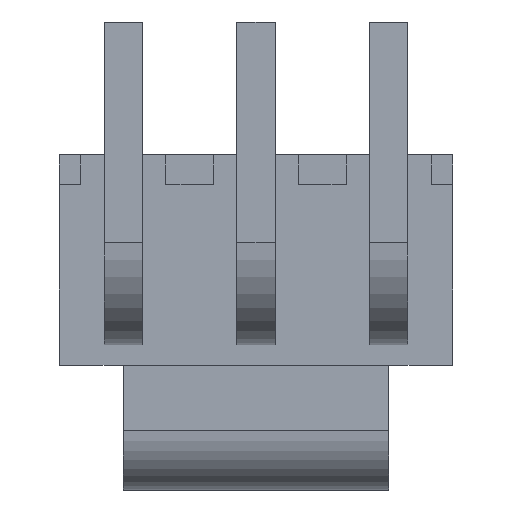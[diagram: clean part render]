
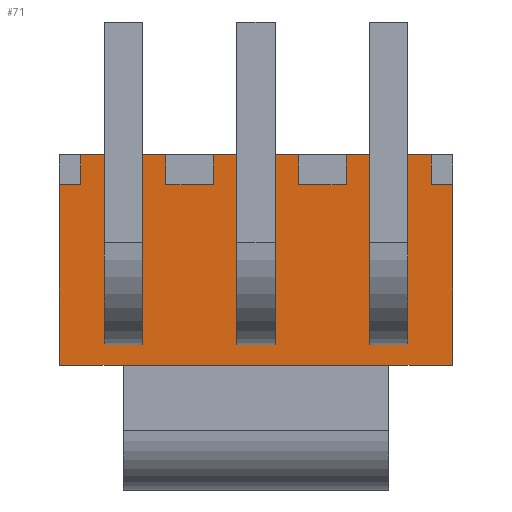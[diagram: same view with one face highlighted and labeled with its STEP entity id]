
A CAD part, front view. The second image highlights one B-rep face of the part: STEP entity #71.
In plain terms, the highlighted planar face has unit normal (0, -1, 0).
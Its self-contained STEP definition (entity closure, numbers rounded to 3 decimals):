
#71=ADVANCED_FACE('',(#162,#163,#164,#165),#166,.T.);
#162=FACE_OUTER_BOUND('',#340,.T.);
#163=FACE_BOUND('',#341,.T.);
#164=FACE_BOUND('',#342,.T.);
#165=FACE_BOUND('',#343,.T.);
#166=PLANE('',#344);
#340=EDGE_LOOP('',(#529,#530,#531,#532,#533,#534,#535,#536,#537,#538,#539,#540,#541,#542,#543,#544,#545,#546));
#341=EDGE_LOOP('',(#547,#548,#549,#550));
#342=EDGE_LOOP('',(#551,#552,#553,#554));
#343=EDGE_LOOP('',(#555,#556,#557,#558));
#344=AXIS2_PLACEMENT_3D('',#559,#560,#561);
#529=ORIENTED_EDGE('',*,*,#1223,.T.);
#530=ORIENTED_EDGE('',*,*,#1224,.F.);
#531=ORIENTED_EDGE('',*,*,#1225,.F.);
#532=ORIENTED_EDGE('',*,*,#1226,.F.);
#533=ORIENTED_EDGE('',*,*,#1227,.T.);
#534=ORIENTED_EDGE('',*,*,#1228,.T.);
#535=ORIENTED_EDGE('',*,*,#1229,.F.);
#536=ORIENTED_EDGE('',*,*,#1230,.F.);
#537=ORIENTED_EDGE('',*,*,#1231,.T.);
#538=ORIENTED_EDGE('',*,*,#1232,.T.);
#539=ORIENTED_EDGE('',*,*,#1233,.F.);
#540=ORIENTED_EDGE('',*,*,#1234,.F.);
#541=ORIENTED_EDGE('',*,*,#1235,.T.);
#542=ORIENTED_EDGE('',*,*,#1236,.T.);
#543=ORIENTED_EDGE('',*,*,#1237,.F.);
#544=ORIENTED_EDGE('',*,*,#1222,.T.);
#545=ORIENTED_EDGE('',*,*,#1238,.T.);
#546=ORIENTED_EDGE('',*,*,#1239,.T.);
#547=ORIENTED_EDGE('',*,*,#1240,.T.);
#548=ORIENTED_EDGE('',*,*,#1241,.T.);
#549=ORIENTED_EDGE('',*,*,#1242,.T.);
#550=ORIENTED_EDGE('',*,*,#1243,.F.);
#551=ORIENTED_EDGE('',*,*,#1244,.T.);
#552=ORIENTED_EDGE('',*,*,#1245,.T.);
#553=ORIENTED_EDGE('',*,*,#1246,.T.);
#554=ORIENTED_EDGE('',*,*,#1247,.F.);
#555=ORIENTED_EDGE('',*,*,#1248,.T.);
#556=ORIENTED_EDGE('',*,*,#1249,.T.);
#557=ORIENTED_EDGE('',*,*,#1250,.T.);
#558=ORIENTED_EDGE('',*,*,#1251,.F.);
#559=CARTESIAN_POINT('',(-5.867,-1.397,2.254));
#560=DIRECTION('',(0.0,-1.0,0.0));
#561=DIRECTION('',(0.0,0.0,-1.0));
#1222=EDGE_CURVE('',#1453,#1469,#1471,.T.);
#1223=EDGE_CURVE('',#1472,#1473,#1474,.T.);
#1224=EDGE_CURVE('',#1475,#1473,#1476,.T.);
#1225=EDGE_CURVE('',#1477,#1475,#1478,.T.);
#1226=EDGE_CURVE('',#1479,#1477,#1480,.T.);
#1227=EDGE_CURVE('',#1479,#1481,#1482,.T.);
#1228=EDGE_CURVE('',#1481,#1483,#1484,.T.);
#1229=EDGE_CURVE('',#1485,#1483,#1486,.T.);
#1230=EDGE_CURVE('',#1487,#1485,#1488,.T.);
#1231=EDGE_CURVE('',#1487,#1489,#1490,.T.);
#1232=EDGE_CURVE('',#1489,#1491,#1492,.T.);
#1233=EDGE_CURVE('',#1493,#1491,#1494,.T.);
#1234=EDGE_CURVE('',#1495,#1493,#1496,.T.);
#1235=EDGE_CURVE('',#1495,#1497,#1498,.T.);
#1236=EDGE_CURVE('',#1497,#1499,#1500,.T.);
#1237=EDGE_CURVE('',#1453,#1499,#1501,.T.);
#1238=EDGE_CURVE('',#1469,#1502,#1503,.T.);
#1239=EDGE_CURVE('',#1502,#1472,#1504,.T.);
#1240=EDGE_CURVE('',#1505,#1506,#1507,.T.);
#1241=EDGE_CURVE('',#1506,#1508,#1509,.T.);
#1242=EDGE_CURVE('',#1508,#1510,#1511,.T.);
#1243=EDGE_CURVE('',#1505,#1510,#1512,.T.);
#1244=EDGE_CURVE('',#1513,#1514,#1515,.T.);
#1245=EDGE_CURVE('',#1514,#1516,#1517,.T.);
#1246=EDGE_CURVE('',#1516,#1518,#1519,.T.);
#1247=EDGE_CURVE('',#1513,#1518,#1520,.T.);
#1248=EDGE_CURVE('',#1521,#1522,#1523,.T.);
#1249=EDGE_CURVE('',#1522,#1524,#1525,.T.);
#1250=EDGE_CURVE('',#1524,#1526,#1527,.T.);
#1251=EDGE_CURVE('',#1521,#1526,#1528,.T.);
#1453=VERTEX_POINT('',#1820);
#1469=VERTEX_POINT('',#1844);
#1471=LINE('',#1847,#1848);
#1472=VERTEX_POINT('',#1849);
#1473=VERTEX_POINT('',#1850);
#1474=LINE('',#1851,#1852);
#1475=VERTEX_POINT('',#1853);
#1476=LINE('',#1854,#1855);
#1477=VERTEX_POINT('',#1856);
#1478=LINE('',#1857,#1858);
#1479=VERTEX_POINT('',#1859);
#1480=LINE('',#1860,#1861);
#1481=VERTEX_POINT('',#1862);
#1482=LINE('',#1863,#1864);
#1483=VERTEX_POINT('',#1865);
#1484=LINE('',#1866,#1867);
#1485=VERTEX_POINT('',#1868);
#1486=LINE('',#1869,#1870);
#1487=VERTEX_POINT('',#1871);
#1488=LINE('',#1872,#1873);
#1489=VERTEX_POINT('',#1874);
#1490=LINE('',#1875,#1876);
#1491=VERTEX_POINT('',#1877);
#1492=LINE('',#1878,#1879);
#1493=VERTEX_POINT('',#1880);
#1494=LINE('',#1881,#1882);
#1495=VERTEX_POINT('',#1883);
#1496=LINE('',#1884,#1885);
#1497=VERTEX_POINT('',#1886);
#1498=LINE('',#1887,#1888);
#1499=VERTEX_POINT('',#1889);
#1500=LINE('',#1890,#1891);
#1501=LINE('',#1892,#1893);
#1502=VERTEX_POINT('',#1894);
#1503=LINE('',#1895,#1896);
#1504=LINE('',#1897,#1898);
#1505=VERTEX_POINT('',#1899);
#1506=VERTEX_POINT('',#1900);
#1507=LINE('',#1901,#1902);
#1508=VERTEX_POINT('',#1903);
#1509=LINE('',#1904,#1905);
#1510=VERTEX_POINT('',#1906);
#1511=LINE('',#1907,#1908);
#1512=LINE('',#1909,#1910);
#1513=VERTEX_POINT('',#1911);
#1514=VERTEX_POINT('',#1912);
#1515=LINE('',#1913,#1914);
#1516=VERTEX_POINT('',#1915);
#1517=LINE('',#1916,#1917);
#1518=VERTEX_POINT('',#1918);
#1519=LINE('',#1919,#1920);
#1520=LINE('',#1921,#1922);
#1521=VERTEX_POINT('',#1923);
#1522=VERTEX_POINT('',#1924);
#1523=LINE('',#1925,#1926);
#1524=VERTEX_POINT('',#1927);
#1525=LINE('',#1928,#1929);
#1526=VERTEX_POINT('',#1930);
#1527=LINE('',#1931,#1932);
#1528=LINE('',#1933,#1934);
#1820=CARTESIAN_POINT('',(-5.867,-1.397,2.254));
#1844=CARTESIAN_POINT('',(-5.867,-1.397,-3.143));
#1847=CARTESIAN_POINT('',(-5.867,-1.397,2.254));
#1848=VECTOR('',#2394,5.398);
#1849=CARTESIAN_POINT('',(3.962,-1.397,-3.143));
#1850=CARTESIAN_POINT('',(5.867,-1.397,-3.143));
#1851=CARTESIAN_POINT('',(3.962,-1.397,-3.143));
#1852=VECTOR('',#2395,1.905);
#1853=CARTESIAN_POINT('',(5.867,-1.397,2.254));
#1854=CARTESIAN_POINT('',(5.867,-1.397,2.254));
#1855=VECTOR('',#2396,5.398);
#1856=CARTESIAN_POINT('',(5.232,-1.397,2.254));
#1857=CARTESIAN_POINT('',(5.232,-1.397,2.254));
#1858=VECTOR('',#2397,0.635);
#1859=CARTESIAN_POINT('',(5.232,-1.397,3.143));
#1860=CARTESIAN_POINT('',(5.232,-1.397,3.143));
#1861=VECTOR('',#2398,0.889);
#1862=CARTESIAN_POINT('',(2.692,-1.397,3.143));
#1863=CARTESIAN_POINT('',(5.232,-1.397,3.143));
#1864=VECTOR('',#2399,2.54);
#1865=CARTESIAN_POINT('',(2.692,-1.397,2.254));
#1866=CARTESIAN_POINT('',(2.692,-1.397,3.143));
#1867=VECTOR('',#2400,0.889);
#1868=CARTESIAN_POINT('',(1.27,-1.397,2.254));
#1869=CARTESIAN_POINT('',(1.27,-1.397,2.254));
#1870=VECTOR('',#2401,1.422);
#1871=CARTESIAN_POINT('',(1.27,-1.397,3.143));
#1872=CARTESIAN_POINT('',(1.27,-1.397,3.143));
#1873=VECTOR('',#2402,0.889);
#1874=CARTESIAN_POINT('',(-1.27,-1.397,3.143));
#1875=CARTESIAN_POINT('',(1.27,-1.397,3.143));
#1876=VECTOR('',#2403,2.54);
#1877=CARTESIAN_POINT('',(-1.27,-1.397,2.254));
#1878=CARTESIAN_POINT('',(-1.27,-1.397,3.143));
#1879=VECTOR('',#2404,0.889);
#1880=CARTESIAN_POINT('',(-2.692,-1.397,2.254));
#1881=CARTESIAN_POINT('',(-2.692,-1.397,2.254));
#1882=VECTOR('',#2405,1.422);
#1883=CARTESIAN_POINT('',(-2.692,-1.397,3.143));
#1884=CARTESIAN_POINT('',(-2.692,-1.397,3.143));
#1885=VECTOR('',#2406,0.889);
#1886=CARTESIAN_POINT('',(-5.232,-1.397,3.143));
#1887=CARTESIAN_POINT('',(-2.692,-1.397,3.143));
#1888=VECTOR('',#2407,2.54);
#1889=CARTESIAN_POINT('',(-5.232,-1.397,2.254));
#1890=CARTESIAN_POINT('',(-5.232,-1.397,3.143));
#1891=VECTOR('',#2408,0.889);
#1892=CARTESIAN_POINT('',(-5.867,-1.397,2.254));
#1893=VECTOR('',#2409,0.635);
#1894=CARTESIAN_POINT('',(-3.962,-1.397,-3.143));
#1895=CARTESIAN_POINT('',(-5.867,-1.397,-3.143));
#1896=VECTOR('',#2410,1.905);
#1897=CARTESIAN_POINT('',(-3.962,-1.397,-3.143));
#1898=VECTOR('',#2411,7.925);
#1899=CARTESIAN_POINT('',(3.391,-1.397,-1.391));
#1900=CARTESIAN_POINT('',(4.534,-1.397,-1.391));
#1901=CARTESIAN_POINT('',(3.391,-1.397,-1.391));
#1902=VECTOR('',#2412,1.143);
#1903=CARTESIAN_POINT('',(4.534,-1.397,-2.534));
#1904=CARTESIAN_POINT('',(4.534,-1.397,-1.391));
#1905=VECTOR('',#2413,1.143);
#1906=CARTESIAN_POINT('',(3.391,-1.397,-2.534));
#1907=CARTESIAN_POINT('',(4.534,-1.397,-2.534));
#1908=VECTOR('',#2414,1.143);
#1909=CARTESIAN_POINT('',(3.391,-1.397,-1.391));
#1910=VECTOR('',#2415,1.143);
#1911=CARTESIAN_POINT('',(-0.572,-1.397,-1.391));
#1912=CARTESIAN_POINT('',(0.572,-1.397,-1.391));
#1913=CARTESIAN_POINT('',(-0.572,-1.397,-1.391));
#1914=VECTOR('',#2416,1.143);
#1915=CARTESIAN_POINT('',(0.572,-1.397,-2.534));
#1916=CARTESIAN_POINT('',(0.572,-1.397,-1.391));
#1917=VECTOR('',#2417,1.143);
#1918=CARTESIAN_POINT('',(-0.572,-1.397,-2.534));
#1919=CARTESIAN_POINT('',(0.572,-1.397,-2.534));
#1920=VECTOR('',#2418,1.143);
#1921=CARTESIAN_POINT('',(-0.572,-1.397,-1.391));
#1922=VECTOR('',#2419,1.143);
#1923=CARTESIAN_POINT('',(-4.534,-1.397,-1.391));
#1924=CARTESIAN_POINT('',(-3.391,-1.397,-1.391));
#1925=CARTESIAN_POINT('',(-4.534,-1.397,-1.391));
#1926=VECTOR('',#2420,1.143);
#1927=CARTESIAN_POINT('',(-3.391,-1.397,-2.534));
#1928=CARTESIAN_POINT('',(-3.391,-1.397,-1.391));
#1929=VECTOR('',#2421,1.143);
#1930=CARTESIAN_POINT('',(-4.534,-1.397,-2.534));
#1931=CARTESIAN_POINT('',(-3.391,-1.397,-2.534));
#1932=VECTOR('',#2422,1.143);
#1933=CARTESIAN_POINT('',(-4.534,-1.397,-1.391));
#1934=VECTOR('',#2423,1.143);
#2394=DIRECTION('',(0.0,0.0,-1.0));
#2395=DIRECTION('',(1.0,0.0,0.0));
#2396=DIRECTION('',(0.0,0.0,-1.0));
#2397=DIRECTION('',(1.0,0.0,0.0));
#2398=DIRECTION('',(0.0,0.0,-1.0));
#2399=DIRECTION('',(-1.0,0.0,0.0));
#2400=DIRECTION('',(0.0,0.0,-1.0));
#2401=DIRECTION('',(1.0,0.0,0.0));
#2402=DIRECTION('',(0.0,0.0,-1.0));
#2403=DIRECTION('',(-1.0,0.0,0.0));
#2404=DIRECTION('',(0.0,0.0,-1.0));
#2405=DIRECTION('',(1.0,0.0,0.0));
#2406=DIRECTION('',(0.0,0.0,-1.0));
#2407=DIRECTION('',(-1.0,0.0,0.0));
#2408=DIRECTION('',(0.0,0.0,-1.0));
#2409=DIRECTION('',(1.0,0.0,0.0));
#2410=DIRECTION('',(1.0,0.0,0.0));
#2411=DIRECTION('',(1.0,0.0,0.0));
#2412=DIRECTION('',(1.0,0.0,0.0));
#2413=DIRECTION('',(0.0,0.0,-1.0));
#2414=DIRECTION('',(-1.0,0.0,0.0));
#2415=DIRECTION('',(0.0,0.0,-1.0));
#2416=DIRECTION('',(1.0,0.0,0.0));
#2417=DIRECTION('',(0.0,0.0,-1.0));
#2418=DIRECTION('',(-1.0,0.0,0.0));
#2419=DIRECTION('',(0.0,0.0,-1.0));
#2420=DIRECTION('',(1.0,0.0,0.0));
#2421=DIRECTION('',(0.0,0.0,-1.0));
#2422=DIRECTION('',(-1.0,0.0,0.0));
#2423=DIRECTION('',(0.0,0.0,-1.0));
